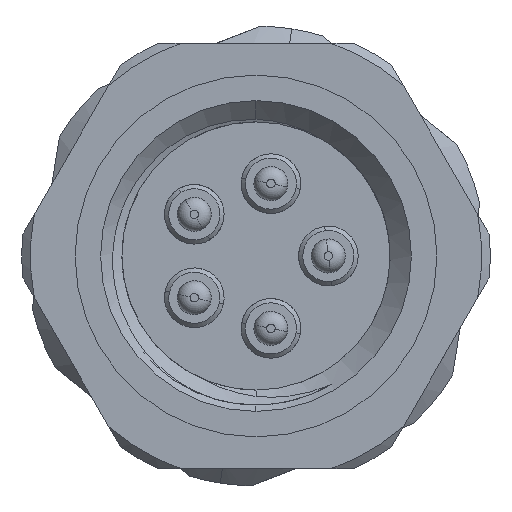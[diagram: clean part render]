
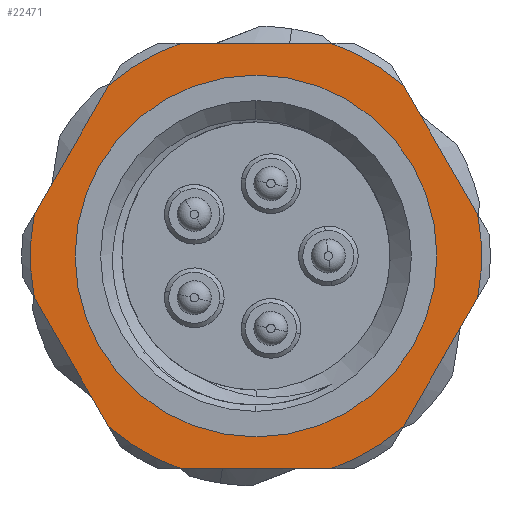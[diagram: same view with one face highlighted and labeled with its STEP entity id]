
A CAD part, left-side view. The second image highlights one B-rep face of the part: STEP entity #22471.
In plain terms, the highlighted planar face has unit normal (-1, 0, 0).
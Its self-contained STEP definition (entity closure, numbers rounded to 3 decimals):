
#509 = CARTESIAN_POINT ( 'NONE',  ( -5.8, 0., 0. ) ) ;
#530 = CIRCLE ( 'NONE', #32999, 4.25 ) ;
#722 = FACE_BOUND ( 'NONE', #4392, .T. ) ;
#1063 = CARTESIAN_POINT ( 'NONE',  ( -5.8, -2.887, -5. ) ) ;
#1126 = EDGE_CURVE ( 'NONE', #32525, #28233, #530, .T. ) ;
#1245 = CARTESIAN_POINT ( 'NONE',  ( -5.8, 0., 0. ) ) ;
#1324 = DIRECTION ( 'NONE',  ( 0., 0., -1. ) ) ;
#1411 = ORIENTED_EDGE ( 'NONE', *, *, #4968, .T. ) ;
#2513 = VERTEX_POINT ( 'NONE', #8520 ) ;
#3004 = EDGE_CURVE ( 'NONE', #9472, #2513, #18918, .T. ) ;
#3304 = CIRCLE ( 'NONE', #21667, 5.3 ) ;
#3431 = DIRECTION ( 'NONE',  ( 0., 0., -1. ) ) ;
#4162 = DIRECTION ( 'NONE',  ( -1., 0., 0. ) ) ;
#4392 = EDGE_LOOP ( 'NONE', ( #14421, #17629 ) ) ;
#4698 = ORIENTED_EDGE ( 'NONE', *, *, #27750, .T. ) ;
#4706 = EDGE_CURVE ( 'NONE', #26600, #9600, #17347, .T. ) ;
#4956 = DIRECTION ( 'NONE',  ( 0., 1., 0. ) ) ;
#4968 = EDGE_CURVE ( 'NONE', #29165, #33400, #9640, .T. ) ;
#5381 = DIRECTION ( 'NONE',  ( -1., 0., 0. ) ) ;
#5691 = EDGE_LOOP ( 'NONE', ( #4698, #1411, #7231, #15913, #15456, #32227, #17375, #9608, #13042, #19470, #11335, #10355 ) ) ;
#6018 = CIRCLE ( 'NONE', #30354, 5.3 ) ;
#6913 = CARTESIAN_POINT ( 'NONE',  ( -5.8, 0., 0. ) ) ;
#7203 = CARTESIAN_POINT ( 'NONE',  ( -5.8, 2.887, 5. ) ) ;
#7231 = ORIENTED_EDGE ( 'NONE', *, *, #15094, .T. ) ;
#7565 = EDGE_CURVE ( 'NONE', #26264, #12441, #29724, .T. ) ;
#8476 = CARTESIAN_POINT ( 'NONE',  ( -5.8, -3.451, -4.022 ) ) ;
#8520 = CARTESIAN_POINT ( 'NONE',  ( -5.8, -5.209, 0.978 ) ) ;
#8697 = DIRECTION ( 'NONE',  ( 0., 0., -1. ) ) ;
#9130 = LINE ( 'NONE', #27258, #10351 ) ;
#9310 = DIRECTION ( 'NONE',  ( -1., 0., 0. ) ) ;
#9472 = VERTEX_POINT ( 'NONE', #27079 ) ;
#9546 = VERTEX_POINT ( 'NONE', #26739 ) ;
#9600 = VERTEX_POINT ( 'NONE', #16562 ) ;
#9608 = ORIENTED_EDGE ( 'NONE', *, *, #18622, .T. ) ;
#9640 = CIRCLE ( 'NONE', #16661, 5.3 ) ;
#10045 = DIRECTION ( 'NONE',  ( 0., -1., 0. ) ) ;
#10351 = VECTOR ( 'NONE', #11317, 1000. ) ;
#10355 = ORIENTED_EDGE ( 'NONE', *, *, #31308, .T. ) ;
#10690 = LINE ( 'NONE', #28820, #26481 ) ;
#10892 = FACE_OUTER_BOUND ( 'NONE', #5691, .T. ) ;
#10947 = DIRECTION ( 'NONE',  ( 0., 0., -1. ) ) ;
#11241 = VECTOR ( 'NONE', #24988, 1000. ) ;
#11317 = DIRECTION ( 'NONE',  ( 0., 0.5, 0.866 ) ) ;
#11335 = ORIENTED_EDGE ( 'NONE', *, *, #4706, .T. ) ;
#11442 = CARTESIAN_POINT ( 'NONE',  ( -5.8, 0., 0. ) ) ;
#12441 = VERTEX_POINT ( 'NONE', #8476 ) ;
#12569 = LINE ( 'NONE', #28153, #24302 ) ;
#12648 = CIRCLE ( 'NONE', #17486, 4.25 ) ;
#12902 = CARTESIAN_POINT ( 'NONE',  ( -5.8, 2.887, -5. ) ) ;
#13042 = ORIENTED_EDGE ( 'NONE', *, *, #27528, .T. ) ;
#13486 = AXIS2_PLACEMENT_3D ( 'NONE', #509, #21668, #21172 ) ;
#14092 = DIRECTION ( 'NONE',  ( -1., 0., 0. ) ) ;
#14338 = VERTEX_POINT ( 'NONE', #22647 ) ;
#14421 = ORIENTED_EDGE ( 'NONE', *, *, #1126, .F. ) ;
#14481 = DIRECTION ( 'NONE',  ( 0., 0., -1. ) ) ;
#14806 = CIRCLE ( 'NONE', #25629, 5.3 ) ;
#15094 = EDGE_CURVE ( 'NONE', #33400, #26264, #25947, .T. ) ;
#15225 = VERTEX_POINT ( 'NONE', #27733 ) ;
#15456 = ORIENTED_EDGE ( 'NONE', *, *, #18095, .T. ) ;
#15535 = DIRECTION ( 'NONE',  ( 0., 0., 1. ) ) ;
#15913 = ORIENTED_EDGE ( 'NONE', *, *, #7565, .T. ) ;
#16159 = DIRECTION ( 'NONE',  ( 0., 0., -1. ) ) ;
#16197 = CARTESIAN_POINT ( 'NONE',  ( -5.8, 0., 0. ) ) ;
#16562 = CARTESIAN_POINT ( 'NONE',  ( -5.8, 5.209, 0.978 ) ) ;
#16630 = CARTESIAN_POINT ( 'NONE',  ( -5.8, 0., 0. ) ) ;
#16661 = AXIS2_PLACEMENT_3D ( 'NONE', #27374, #4162, #14481 ) ;
#16750 = CARTESIAN_POINT ( 'NONE',  ( -5.8, 0., 0. ) ) ;
#17347 = LINE ( 'NONE', #7203, #11241 ) ;
#17375 = ORIENTED_EDGE ( 'NONE', *, *, #18697, .T. ) ;
#17486 = AXIS2_PLACEMENT_3D ( 'NONE', #16197, #5381, #15535 ) ;
#17629 = ORIENTED_EDGE ( 'NONE', *, *, #31766, .F. ) ;
#18095 = EDGE_CURVE ( 'NONE', #12441, #9472, #32411, .T. ) ;
#18493 = DIRECTION ( 'NONE',  ( 1., 0., 0. ) ) ;
#18622 = EDGE_CURVE ( 'NONE', #15225, #9546, #3304, .T. ) ;
#18697 = EDGE_CURVE ( 'NONE', #2513, #15225, #9130, .T. ) ;
#18918 = CIRCLE ( 'NONE', #33027, 5.3 ) ;
#19470 = ORIENTED_EDGE ( 'NONE', *, *, #19548, .T. ) ;
#19548 = EDGE_CURVE ( 'NONE', #14338, #26600, #6018, .T. ) ;
#21078 = CARTESIAN_POINT ( 'NONE',  ( -5.8, -1.758, -5. ) ) ;
#21172 = DIRECTION ( 'NONE',  ( 0., 0., -1. ) ) ;
#21208 = PLANE ( 'NONE',  #27879 ) ;
#21667 = AXIS2_PLACEMENT_3D ( 'NONE', #6913, #32334, #1324 ) ;
#21668 = DIRECTION ( 'NONE',  ( -1., 0., 0. ) ) ;
#21771 = DIRECTION ( 'NONE',  ( -1., 0., 0. ) ) ;
#22471 = ADVANCED_FACE ( 'NONE', ( #722, #10892 ), #21208, .F. ) ;
#22499 = CARTESIAN_POINT ( 'NONE',  ( -5.8, 1.758, -5. ) ) ;
#22647 = CARTESIAN_POINT ( 'NONE',  ( -5.8, 1.758, 5. ) ) ;
#22724 = CARTESIAN_POINT ( 'NONE',  ( -5.8, 3.451, 4.022 ) ) ;
#23326 = VECTOR ( 'NONE', #27163, 1000. ) ;
#24205 = VERTEX_POINT ( 'NONE', #28500 ) ;
#24302 = VECTOR ( 'NONE', #4956, 1000. ) ;
#24836 = CARTESIAN_POINT ( 'NONE',  ( -5.8, 0., 4.25 ) ) ;
#24988 = DIRECTION ( 'NONE',  ( 0., 0.5, -0.866 ) ) ;
#24993 = VECTOR ( 'NONE', #10045, 1000. ) ;
#25629 = AXIS2_PLACEMENT_3D ( 'NONE', #11442, #21771, #10947 ) ;
#25947 = LINE ( 'NONE', #12902, #24993 ) ;
#26264 = VERTEX_POINT ( 'NONE', #21078 ) ;
#26439 = DIRECTION ( 'NONE',  ( 0., -0.5, -0.866 ) ) ;
#26481 = VECTOR ( 'NONE', #26439, 1000. ) ;
#26600 = VERTEX_POINT ( 'NONE', #22724 ) ;
#26739 = CARTESIAN_POINT ( 'NONE',  ( -5.8, -1.758, 5. ) ) ;
#26836 = DIRECTION ( 'NONE',  ( -1., 0., 0. ) ) ;
#27079 = CARTESIAN_POINT ( 'NONE',  ( -5.8, -5.209, -0.978 ) ) ;
#27163 = DIRECTION ( 'NONE',  ( 0., -0.5, 0.866 ) ) ;
#27258 = CARTESIAN_POINT ( 'NONE',  ( -5.8, -5.774, 0. ) ) ;
#27374 = CARTESIAN_POINT ( 'NONE',  ( -5.8, 0., 0. ) ) ;
#27528 = EDGE_CURVE ( 'NONE', #9546, #14338, #12569, .T. ) ;
#27733 = CARTESIAN_POINT ( 'NONE',  ( -5.8, -3.451, 4.022 ) ) ;
#27750 = EDGE_CURVE ( 'NONE', #24205, #29165, #10690, .T. ) ;
#27879 = AXIS2_PLACEMENT_3D ( 'NONE', #31559, #18493, #8697 ) ;
#28153 = CARTESIAN_POINT ( 'NONE',  ( -5.8, -2.887, 5. ) ) ;
#28233 = VERTEX_POINT ( 'NONE', #33111 ) ;
#28500 = CARTESIAN_POINT ( 'NONE',  ( -5.8, 5.209, -0.978 ) ) ;
#28820 = CARTESIAN_POINT ( 'NONE',  ( -5.8, 5.774, 0. ) ) ;
#29165 = VERTEX_POINT ( 'NONE', #29690 ) ;
#29690 = CARTESIAN_POINT ( 'NONE',  ( -5.8, 3.451, -4.022 ) ) ;
#29724 = CIRCLE ( 'NONE', #13486, 5.3 ) ;
#30139 = DIRECTION ( 'NONE',  ( 0., 0., 1. ) ) ;
#30354 = AXIS2_PLACEMENT_3D ( 'NONE', #1245, #26836, #16159 ) ;
#31308 = EDGE_CURVE ( 'NONE', #9600, #24205, #14806, .T. ) ;
#31559 = CARTESIAN_POINT ( 'NONE',  ( -5.8, 5.5, 0. ) ) ;
#31766 = EDGE_CURVE ( 'NONE', #28233, #32525, #12648, .T. ) ;
#32227 = ORIENTED_EDGE ( 'NONE', *, *, #3004, .T. ) ;
#32334 = DIRECTION ( 'NONE',  ( -1., 0., 0. ) ) ;
#32411 = LINE ( 'NONE', #1063, #23326 ) ;
#32525 = VERTEX_POINT ( 'NONE', #24836 ) ;
#32999 = AXIS2_PLACEMENT_3D ( 'NONE', #16750, #9310, #30139 ) ;
#33027 = AXIS2_PLACEMENT_3D ( 'NONE', #16630, #14092, #3431 ) ;
#33111 = CARTESIAN_POINT ( 'NONE',  ( -5.8, 0., -4.25 ) ) ;
#33400 = VERTEX_POINT ( 'NONE', #22499 ) ;
